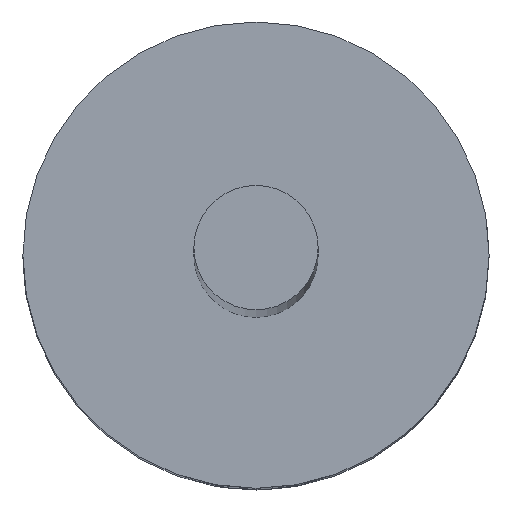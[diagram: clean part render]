
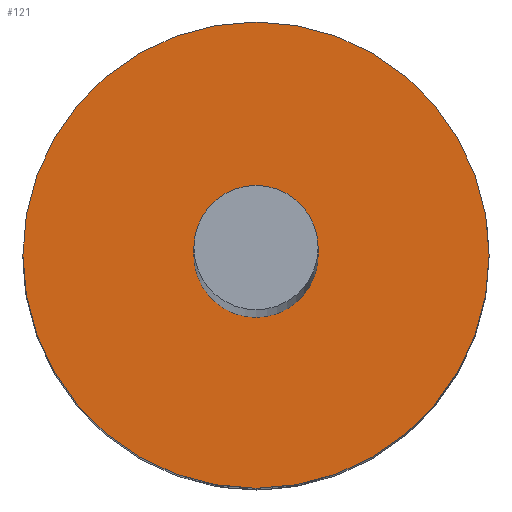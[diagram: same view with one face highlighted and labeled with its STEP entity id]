
A CAD part, top view. The second image highlights one B-rep face of the part: STEP entity #121.
In plain terms, the highlighted planar face has unit normal (0, 0, 1).
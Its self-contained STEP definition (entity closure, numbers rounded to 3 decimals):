
#110=FACE_BOUND('',#140,.T.);
#111=FACE_BOUND('',#141,.T.);
#121=ADVANCED_FACE('',(#110,#111),#126,.T.);
#126=PLANE('',#196);
#140=EDGE_LOOP('',(#156));
#141=EDGE_LOOP('',(#157));
#156=ORIENTED_EDGE('',*,*,#177,.F.);
#157=ORIENTED_EDGE('',*,*,#176,.F.);
#168=VERTEX_POINT('',#267);
#169=VERTEX_POINT('',#270);
#176=EDGE_CURVE('',#168,#168,#182,.T.);
#177=EDGE_CURVE('',#169,#169,#183,.T.);
#182=CIRCLE('',#193,1.5);
#183=CIRCLE('',#195,0.4);
#193=AXIS2_PLACEMENT_3D('',#266,#217,#218);
#195=AXIS2_PLACEMENT_3D('',#269,#221,#222);
#196=AXIS2_PLACEMENT_3D('',#271,#223,#224);
#217=DIRECTION('',(0.,0.,-1.));
#218=DIRECTION('',(-1.,0.,0.));
#221=DIRECTION('',(0.,0.,1.));
#222=DIRECTION('',(1.,0.,0.));
#223=DIRECTION('',(0.,0.,1.));
#224=DIRECTION('',(1.,0.,0.));
#266=CARTESIAN_POINT('',(0.,0.,34.175));
#267=CARTESIAN_POINT('',(-1.5,0.,34.175));
#269=CARTESIAN_POINT('',(0.,0.,34.175));
#270=CARTESIAN_POINT('',(0.4,0.,34.175));
#271=CARTESIAN_POINT('',(1.5,0.,34.175));
